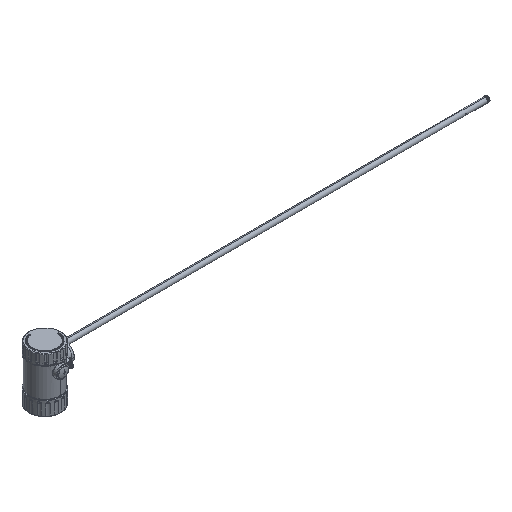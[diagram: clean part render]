
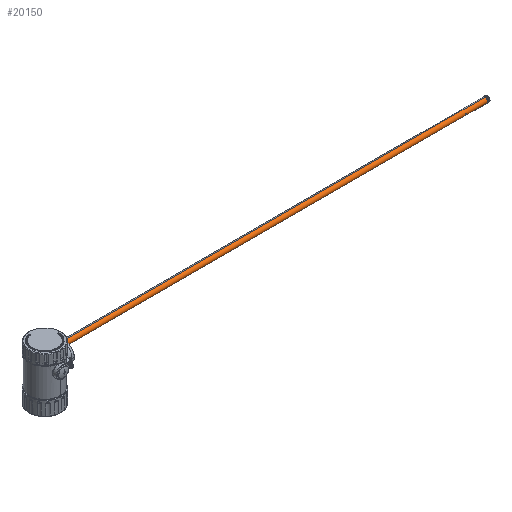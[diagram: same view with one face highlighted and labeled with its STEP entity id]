
A CAD part, isometric view. The second image highlights one B-rep face of the part: STEP entity #20150.
In plain terms, the highlighted cylindrical face has radius 6 mm (diameter 12 mm), a partial arc.
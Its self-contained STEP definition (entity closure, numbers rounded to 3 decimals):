
#191 = ORIENTED_EDGE ( 'NONE', *, *, #59119, .F. ) ;
#2465 = EDGE_CURVE ( 'NONE', #29043, #26234, #6643, .T. ) ;
#3044 = B_SPLINE_CURVE_WITH_KNOTS ( 'NONE', 3,
 ( #60386, #12821, #55187, #28780, #14858, #15193, #30489, #63078, #4453, #36043, #36384, #9988, #20054, #20402, #57559, #9319 ),
 .UNSPECIFIED., .F., .F.,
 ( 4, 2, 2, 2, 2, 2, 2, 4 ),
 ( 0.008, 0.008, 0.009, 0.009, 0.01, 0.011, 0.011, 0.012 ),
 .UNSPECIFIED. ) ;
#3339 = CARTESIAN_POINT ( 'NONE',  ( 956.508, -5.918, -10.021 ) ) ;
#3909 = AXIS2_PLACEMENT_3D ( 'NONE', #34935, #13754, #7196 ) ;
#3947 = CARTESIAN_POINT ( 'NONE',  ( 1006.066, -0.079, -2.637 ) ) ;
#4453 = CARTESIAN_POINT ( 'NONE',  ( 955.45, -6.074, -8.328 ) ) ;
#4706 = CARTESIAN_POINT ( 'NONE',  ( 956.875, -5.927, -7.292 ) ) ;
#4727 = DIRECTION ( 'NONE',  ( 1., 0., 0. ) ) ;
#5329 = CARTESIAN_POINT ( 'NONE',  ( 1006.066, -0.079, -8.637 ) ) ;
#6643 = LINE ( 'NONE', #48295, #53137 ) ;
#7196 = DIRECTION ( 'NONE',  ( 0., 0., 1. ) ) ;
#8809 = DIRECTION ( 'NONE',  ( 0., 0., 1. ) ) ;
#8876 = VERTEX_POINT ( 'NONE', #43051 ) ;
#9319 = CARTESIAN_POINT ( 'NONE',  ( 956.425, -5.921, -10.009 ) ) ;
#9447 = CIRCLE ( 'NONE', #3909, 6. ) ;
#9894 = CARTESIAN_POINT ( 'NONE',  ( 957.403, -6.005, -7.683 ) ) ;
#9988 = CARTESIAN_POINT ( 'NONE',  ( 955.729, -6.005, -9.592 ) ) ;
#10930 = DIRECTION ( 'NONE',  ( 0., -1., 0. ) ) ;
#11207 = DIRECTION ( 'NONE',  ( 1., 0., 0. ) ) ;
#12821 = CARTESIAN_POINT ( 'NONE',  ( 956.545, -5.915, -7.241 ) ) ;
#12994 = DIRECTION ( 'NONE',  ( 1., 0., 0. ) ) ;
#13420 = EDGE_LOOP ( 'NONE', ( #18371, #44920, #56400, #191, #34425 ) ) ;
#13676 = CARTESIAN_POINT ( 'NONE',  ( 1006.066, -0.079, -8.637 ) ) ;
#13754 = DIRECTION ( 'NONE',  ( 1., 0., 0. ) ) ;
#14742 = CARTESIAN_POINT ( 'NONE',  ( 1006.066, -6.078, -8.777 ) ) ;
#14858 = CARTESIAN_POINT ( 'NONE',  ( 955.927, -5.968, -7.478 ) ) ;
#15094 = CARTESIAN_POINT ( 'NONE',  ( 957.723, -6.086, -8.451 ) ) ;
#15193 = CARTESIAN_POINT ( 'NONE',  ( 955.703, -6.01, -7.716 ) ) ;
#17249 = B_SPLINE_CURVE_WITH_KNOTS ( 'NONE', 3,
 ( #25534, #3339, #25879, #46690, #46012, #46350, #41122, #35953, #45665, #67856, #62645, #15094, #57470, #9894, #31076, #52267, #4706, #47036 ),
 .UNSPECIFIED., .F., .F.,
 ( 4, 2, 2, 2, 2, 2, 2, 2, 4 ),
 ( 0.004, 0.004, 0.004, 0.005, 0.005, 0.006, 0.007, 0.007, 0.008 ),
 .UNSPECIFIED. ) ;
#17995 = EDGE_LOOP ( 'NONE', ( #63511, #29839 ) ) ;
#18371 = ORIENTED_EDGE ( 'NONE', *, *, #23879, .T. ) ;
#20054 = CARTESIAN_POINT ( 'NONE',  ( 955.839, -5.982, -9.719 ) ) ;
#20150 = ADVANCED_FACE ( 'NONE', ( #45965, #40744 ), #35555, .T. ) ;
#20402 = CARTESIAN_POINT ( 'NONE',  ( 956.104, -5.943, -9.915 ) ) ;
#23879 = EDGE_CURVE ( 'NONE', #8876, #29043, #26874, .T. ) ;
#24935 = CARTESIAN_POINT ( 'NONE',  ( 956.71, -5.921, -7.267 ) ) ;
#25119 = DIRECTION ( 'NONE',  ( 1., 0., 0. ) ) ;
#25534 = CARTESIAN_POINT ( 'NONE',  ( 956.425, -5.921, -10.009 ) ) ;
#25879 = CARTESIAN_POINT ( 'NONE',  ( 956.59, -5.917, -10.022 ) ) ;
#26234 = VERTEX_POINT ( 'NONE', #26260 ) ;
#26260 = CARTESIAN_POINT ( 'NONE',  ( 1006.066, -0.079, -14.637 ) ) ;
#26866 = CARTESIAN_POINT ( 'NONE',  ( 956.425, -5.921, -10.009 ) ) ;
#26874 = CIRCLE ( 'NONE', #53493, 6. ) ;
#26911 = CARTESIAN_POINT ( 'NONE',  ( 11.566, -0.079, -8.637 ) ) ;
#27843 = EDGE_CURVE ( 'NONE', #55866, #41618, #3044, .T. ) ;
#28780 = CARTESIAN_POINT ( 'NONE',  ( 956.066, -5.946, -7.38 ) ) ;
#29043 = VERTEX_POINT ( 'NONE', #53658 ) ;
#29839 = ORIENTED_EDGE ( 'NONE', *, *, #27843, .F. ) ;
#30220 = AXIS2_PLACEMENT_3D ( 'NONE', #13676, #12994, #8809 ) ;
#30489 = CARTESIAN_POINT ( 'NONE',  ( 955.614, -6.031, -7.86 ) ) ;
#31076 = CARTESIAN_POINT ( 'NONE',  ( 957.293, -5.982, -7.557 ) ) ;
#32672 = DIRECTION ( 'NONE',  ( 1., 0., 0. ) ) ;
#33251 = CARTESIAN_POINT ( 'NONE',  ( 1006.066, -0.079, -2.637 ) ) ;
#34425 = ORIENTED_EDGE ( 'NONE', *, *, #68096, .F. ) ;
#34935 = CARTESIAN_POINT ( 'NONE',  ( 1006.066, -0.079, -8.637 ) ) ;
#35164 = AXIS2_PLACEMENT_3D ( 'NONE', #5329, #11207, #53928 ) ;
#35555 = CYLINDRICAL_SURFACE ( 'NONE', #35164, 6. ) ;
#35953 = CARTESIAN_POINT ( 'NONE',  ( 957.198, -5.968, -9.791 ) ) ;
#36043 = CARTESIAN_POINT ( 'NONE',  ( 955.408, -6.086, -8.824 ) ) ;
#36384 = CARTESIAN_POINT ( 'NONE',  ( 955.477, -6.063, -9.168 ) ) ;
#38975 = VERTEX_POINT ( 'NONE', #14742 ) ;
#40744 = FACE_OUTER_BOUND ( 'NONE', #13420, .T. ) ;
#41122 = CARTESIAN_POINT ( 'NONE',  ( 957.063, -5.949, -9.885 ) ) ;
#41618 = VERTEX_POINT ( 'NONE', #26866 ) ;
#43051 = CARTESIAN_POINT ( 'NONE',  ( 11.566, -0.079, -2.637 ) ) ;
#44920 = ORIENTED_EDGE ( 'NONE', *, *, #2465, .T. ) ;
#45665 = CARTESIAN_POINT ( 'NONE',  ( 957.261, -5.978, -9.736 ) ) ;
#45965 = FACE_BOUND ( 'NONE', #17995, .T. ) ;
#46012 = CARTESIAN_POINT ( 'NONE',  ( 956.837, -5.927, -9.983 ) ) ;
#46286 = VECTOR ( 'NONE', #25119, 1000. ) ;
#46350 = CARTESIAN_POINT ( 'NONE',  ( 956.991, -5.94, -9.923 ) ) ;
#46690 = CARTESIAN_POINT ( 'NONE',  ( 956.755, -5.922, -10.004 ) ) ;
#47036 = CARTESIAN_POINT ( 'NONE',  ( 956.71, -5.921, -7.267 ) ) ;
#48295 = CARTESIAN_POINT ( 'NONE',  ( 1006.066, -0.079, -14.637 ) ) ;
#48543 = EDGE_CURVE ( 'NONE', #38975, #26234, #60173, .T. ) ;
#52267 = CARTESIAN_POINT ( 'NONE',  ( 957.03, -5.943, -7.361 ) ) ;
#53137 = VECTOR ( 'NONE', #32672, 1000. ) ;
#53169 = EDGE_CURVE ( 'NONE', #41618, #55866, #17249, .T. ) ;
#53493 = AXIS2_PLACEMENT_3D ( 'NONE', #26911, #4727, #10930 ) ;
#53658 = CARTESIAN_POINT ( 'NONE',  ( 11.566, -0.079, -14.637 ) ) ;
#53928 = DIRECTION ( 'NONE',  ( 0., 0., 1. ) ) ;
#55187 = CARTESIAN_POINT ( 'NONE',  ( 956.373, -5.92, -7.262 ) ) ;
#55866 = VERTEX_POINT ( 'NONE', #24935 ) ;
#56400 = ORIENTED_EDGE ( 'NONE', *, *, #48543, .F. ) ;
#56703 = LINE ( 'NONE', #3947, #46286 ) ;
#57470 = CARTESIAN_POINT ( 'NONE',  ( 957.655, -6.063, -8.109 ) ) ;
#57559 = CARTESIAN_POINT ( 'NONE',  ( 956.259, -5.926, -9.984 ) ) ;
#59119 = EDGE_CURVE ( 'NONE', #65832, #38975, #9447, .T. ) ;
#60173 = CIRCLE ( 'NONE', #30220, 6. ) ;
#60386 = CARTESIAN_POINT ( 'NONE',  ( 956.71, -5.921, -7.267 ) ) ;
#62645 = CARTESIAN_POINT ( 'NONE',  ( 957.668, -6.07, -9.11 ) ) ;
#63078 = CARTESIAN_POINT ( 'NONE',  ( 955.488, -6.063, -8.165 ) ) ;
#63511 = ORIENTED_EDGE ( 'NONE', *, *, #53169, .F. ) ;
#65832 = VERTEX_POINT ( 'NONE', #33251 ) ;
#67856 = CARTESIAN_POINT ( 'NONE',  ( 957.543, -6.031, -9.435 ) ) ;
#68096 = EDGE_CURVE ( 'NONE', #8876, #65832, #56703, .T. ) ;
